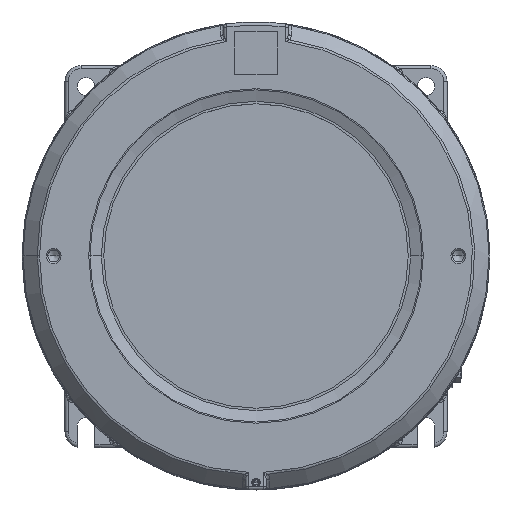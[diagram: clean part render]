
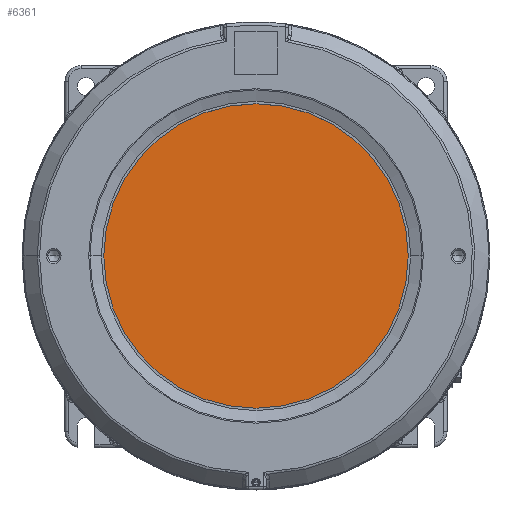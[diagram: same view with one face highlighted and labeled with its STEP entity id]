
A CAD part, top view. The second image highlights one B-rep face of the part: STEP entity #6361.
In plain terms, the highlighted face is planar.
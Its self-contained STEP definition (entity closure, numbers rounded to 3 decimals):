
#1380 = CARTESIAN_POINT ( 'NONE',  ( -109.8, 0., 0. ) ) ;
#3886 = CARTESIAN_POINT ( 'NONE',  ( 0., 0., 0. ) ) ;
#6361 = ADVANCED_FACE ( 'NONE', ( #26146 ), #37930, .F. ) ;
#6501 = EDGE_CURVE ( 'NONE', #33007, #7638, #41254, .T. ) ;
#7416 = DIRECTION ( 'NONE',  ( 1., 0., 0. ) ) ;
#7638 = VERTEX_POINT ( 'NONE', #1380 ) ;
#8164 = CIRCLE ( 'NONE', #44123, 109.8 ) ;
#11484 = ORIENTED_EDGE ( 'NONE', *, *, #6501, .T. ) ;
#13653 = EDGE_LOOP ( 'NONE', ( #11484, #36558 ) ) ;
#17286 = AXIS2_PLACEMENT_3D ( 'NONE', #37129, #36933, #36876 ) ;
#25385 = EDGE_CURVE ( 'NONE', #7638, #33007, #8164, .T. ) ;
#26146 = FACE_OUTER_BOUND ( 'NONE', #13653, .T. ) ;
#28144 = DIRECTION ( 'NONE',  ( 0., 0., -1. ) ) ;
#28808 = AXIS2_PLACEMENT_3D ( 'NONE', #33890, #33848, #33807 ) ;
#33007 = VERTEX_POINT ( 'NONE', #43107 ) ;
#33807 = DIRECTION ( 'NONE',  ( 1., 0., 0. ) ) ;
#33848 = DIRECTION ( 'NONE',  ( 0., 0., -1. ) ) ;
#33890 = CARTESIAN_POINT ( 'NONE',  ( 0., 0., 0. ) ) ;
#36558 = ORIENTED_EDGE ( 'NONE', *, *, #25385, .T. ) ;
#36876 = DIRECTION ( 'NONE',  ( 1., 0., 0. ) ) ;
#36933 = DIRECTION ( 'NONE',  ( 0., 0., 1. ) ) ;
#37129 = CARTESIAN_POINT ( 'NONE',  ( 0., 0., 0. ) ) ;
#37930 = PLANE ( 'NONE',  #17286 ) ;
#41254 = CIRCLE ( 'NONE', #28808, 109.8 ) ;
#43107 = CARTESIAN_POINT ( 'NONE',  ( 109.8, 0., 0. ) ) ;
#44123 = AXIS2_PLACEMENT_3D ( 'NONE', #3886, #28144, #7416 ) ;
